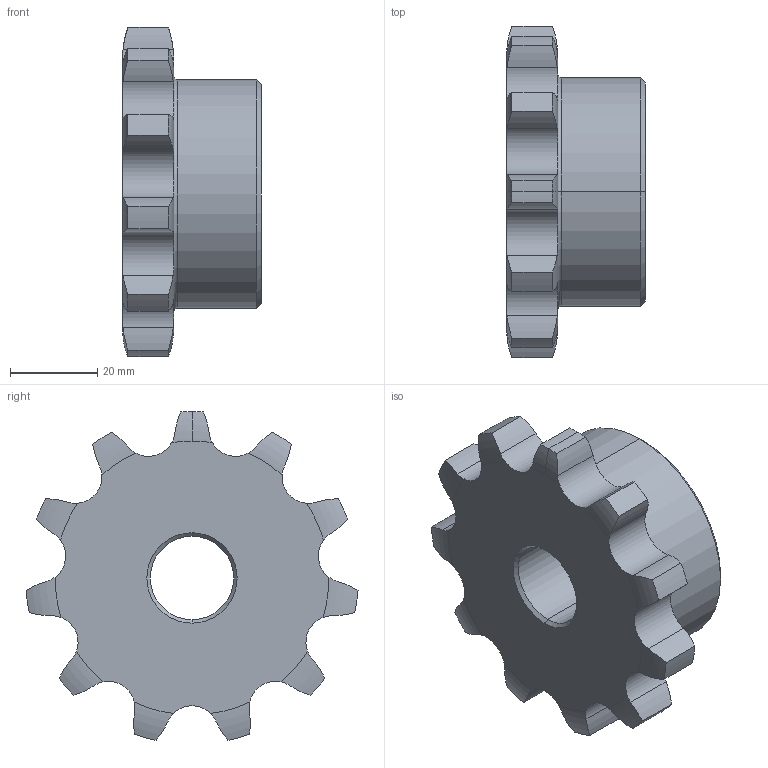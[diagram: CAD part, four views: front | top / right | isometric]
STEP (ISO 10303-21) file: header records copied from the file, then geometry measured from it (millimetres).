
FILE_DESCRIPTION(('starvars output'),'2;1');
FILE_NAME('cv20171124195144000021136.stp','19:51:45 2017/11/24',( 'Thomas Industrial Network Germany GmbH'),( 'Thomas Industrial Network Germany GmbH'),'unknown preprocess','ACIS' ,'unknown authorization');
FILE_SCHEMA(('AUTOMOTIVE_DESIGN_CC2 {UNKNOWN IMPLEMENTATION LEVEL}'));
Length unit declared in the file: millimetre
Products named in the file (1): PRODUCT_ID_1
Bounding box: 31.75 x 75.99 x 75.3 mm (x, y, z)
Volume: 74515.1 mm3; surface area: 14923.7 mm2
Topology: 1 solids, 1 shells, 84 faces, 233 edges, 152 vertices
Faces by surface type: cylinder 49, torus 26, cone 6, plane 3
Entity records: 3240 total; most frequent: CARTESIAN_POINT 779, ORIENTED_EDGE 466, EDGE_CURVE 233, DIRECTION 223, VERTEX_POINT 152, B_SPLINE_CURVE_WITH_KNOTS 88, EDGE_LOOP 87, FACE_BOUND 87
